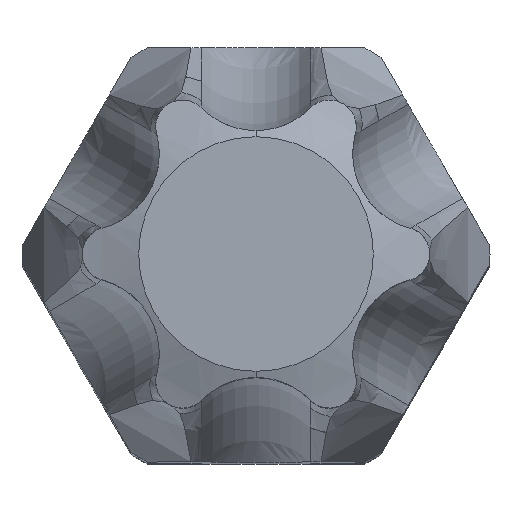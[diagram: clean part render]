
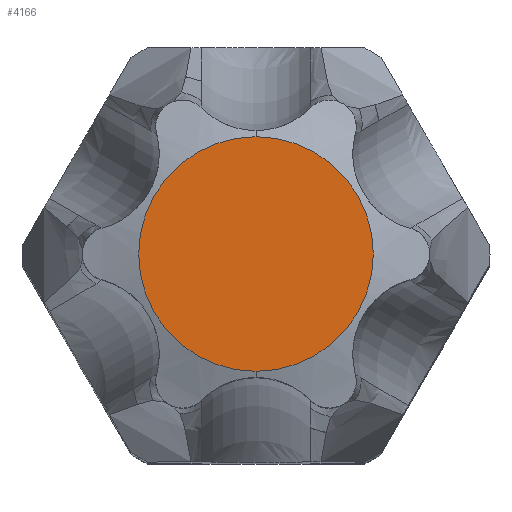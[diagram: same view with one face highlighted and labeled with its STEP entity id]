
A CAD part, top view. The second image highlights one B-rep face of the part: STEP entity #4166.
In plain terms, the highlighted planar face has unit normal (0, 0, 1).
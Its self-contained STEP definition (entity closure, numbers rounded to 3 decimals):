
#2019=CARTESIAN_POINT('',(0.,0.,35.));
#2020=DIRECTION('',(0.,0.,-1.));
#2021=DIRECTION('',(0.,1.,0.));
#2022=AXIS2_PLACEMENT_3D('',#2019,#2020,#2021);
#2027=CARTESIAN_POINT('',(0.,0.,35.));
#2028=DIRECTION('',(0.,0.,-1.));
#2029=DIRECTION('',(0.,-1.,0.));
#2030=AXIS2_PLACEMENT_3D('',#2027,#2028,#2029);
#2915=CARTESIAN_POINT('',(0.,2.247,35.));
#2916=CARTESIAN_POINT('',(0.,-2.247,35.));
#2917=VERTEX_POINT('',#2915);
#2918=VERTEX_POINT('',#2916);
#4156=CARTESIAN_POINT('',(0.,0.,35.));
#4157=DIRECTION('',(0.,0.,1.));
#4158=DIRECTION('',(0.,1.,0.));
#4159=AXIS2_PLACEMENT_3D('',#4156,#4157,#4158);
#4160=PLANE('',#4159);
#4161=ORIENTED_EDGE('',*,*,#4124,.T.);
#4163=ORIENTED_EDGE('',*,*,#4162,.T.);
#4164=EDGE_LOOP('',(#4161,#4163));
#4165=FACE_OUTER_BOUND('',#4164,.F.);
#4166=ADVANCED_FACE('',(#4165),#4160,.T.);
#2023=CIRCLE('',#2022,2.247);
#2031=CIRCLE('',#2030,2.247);
#4124=EDGE_CURVE('',#2917,#2918,#2023,.T.);
#4162=EDGE_CURVE('',#2918,#2917,#2031,.T.);
